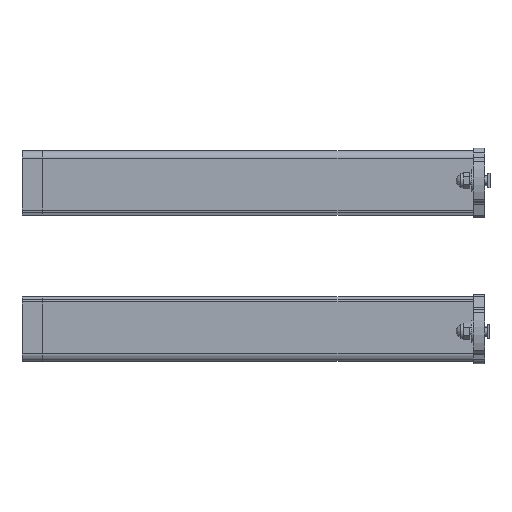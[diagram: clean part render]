
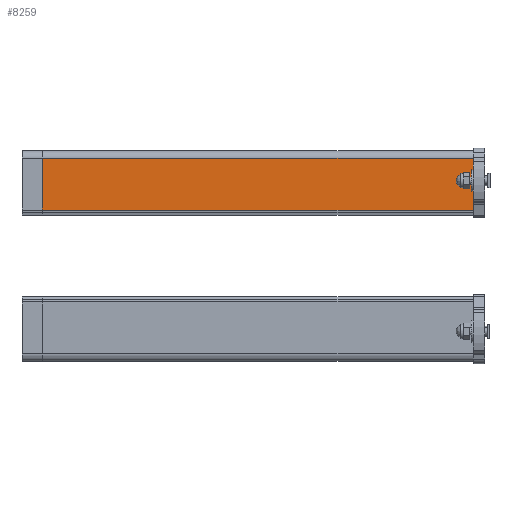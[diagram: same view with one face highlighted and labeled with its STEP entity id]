
A CAD part, front view. The second image highlights one B-rep face of the part: STEP entity #8259.
In plain terms, the highlighted planar face has unit normal (0, -1, 0).
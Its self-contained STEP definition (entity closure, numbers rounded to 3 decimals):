
#154 = DIRECTION ( 'NONE',  ( 0., 0., -1. ) ) ;
#160 = LINE ( 'NONE', #15074, #19036 ) ;
#260 = DIRECTION ( 'NONE',  ( 1., 0., 0. ) ) ;
#1374 = VECTOR ( 'NONE', #3994, 1000. ) ;
#1458 = EDGE_CURVE ( 'NONE', #7262, #9322, #14044, .T. ) ;
#2000 = EDGE_CURVE ( 'NONE', #8959, #10674, #5608, .T. ) ;
#3408 = ORIENTED_EDGE ( 'NONE', *, *, #1458, .T. ) ;
#3806 = EDGE_CURVE ( 'NONE', #9322, #8959, #160, .T. ) ;
#3994 = DIRECTION ( 'NONE',  ( 0., 0., 1. ) ) ;
#4806 = FACE_OUTER_BOUND ( 'NONE', #18486, .T. ) ;
#5608 = LINE ( 'NONE', #12206, #1374 ) ;
#6635 = CARTESIAN_POINT ( 'NONE',  ( -8.001, -17.5, 223.878 ) ) ;
#7262 = VERTEX_POINT ( 'NONE', #12854 ) ;
#8206 = CARTESIAN_POINT ( 'NONE',  ( -8.001, -17.5, 260.066 ) ) ;
#8259 = ADVANCED_FACE ( 'NONE', ( #4806 ), #14862, .T. ) ;
#8939 = VECTOR ( 'NONE', #17302, 1000. ) ;
#8959 = VERTEX_POINT ( 'NONE', #9362 ) ;
#9322 = VERTEX_POINT ( 'NONE', #19305 ) ;
#9362 = CARTESIAN_POINT ( 'NONE',  ( -8.001, -17.5, 223.878 ) ) ;
#10674 = VERTEX_POINT ( 'NONE', #21133 ) ;
#11422 = ORIENTED_EDGE ( 'NONE', *, *, #3806, .T. ) ;
#12206 = CARTESIAN_POINT ( 'NONE',  ( -8.001, -17.5, 223.878 ) ) ;
#12854 = CARTESIAN_POINT ( 'NONE',  ( -308.001, -17.5, 260.066 ) ) ;
#13056 = AXIS2_PLACEMENT_3D ( 'NONE', #6635, #13232, #154 ) ;
#13232 = DIRECTION ( 'NONE',  ( 0., -1., 0. ) ) ;
#13333 = ORIENTED_EDGE ( 'NONE', *, *, #2000, .T. ) ;
#14044 = LINE ( 'NONE', #15994, #14731 ) ;
#14731 = VECTOR ( 'NONE', #20884, 1000. ) ;
#14862 = PLANE ( 'NONE',  #13056 ) ;
#15074 = CARTESIAN_POINT ( 'NONE',  ( -8.001, -17.5, 223.878 ) ) ;
#15994 = CARTESIAN_POINT ( 'NONE',  ( -308.001, -17.5, 223.878 ) ) ;
#17302 = DIRECTION ( 'NONE',  ( -1., 0., 0. ) ) ;
#18091 = LINE ( 'NONE', #8206, #8939 ) ;
#18486 = EDGE_LOOP ( 'NONE', ( #3408, #11422, #13333, #18565 ) ) ;
#18565 = ORIENTED_EDGE ( 'NONE', *, *, #19015, .T. ) ;
#19015 = EDGE_CURVE ( 'NONE', #10674, #7262, #18091, .T. ) ;
#19036 = VECTOR ( 'NONE', #260, 1000. ) ;
#19305 = CARTESIAN_POINT ( 'NONE',  ( -308.001, -17.5, 223.878 ) ) ;
#20884 = DIRECTION ( 'NONE',  ( 0., 0., -1. ) ) ;
#21133 = CARTESIAN_POINT ( 'NONE',  ( -8.001, -17.5, 260.066 ) ) ;
